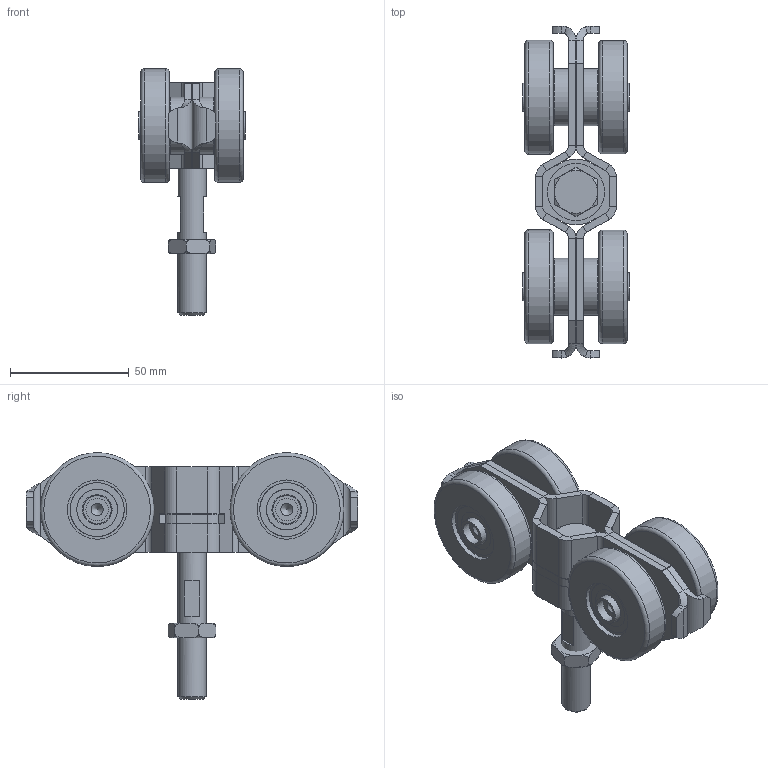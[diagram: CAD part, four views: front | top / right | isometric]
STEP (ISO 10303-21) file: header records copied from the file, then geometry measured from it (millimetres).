
FILE_DESCRIPTION(/* description */ (''),/* implementation_level */ '2;1');
FILE_NAME(/* name */ '9252NC2.stp',/* time_stamp */ '2019-08-05T15:11:29+02:00',/* author */ ('Giuliano'),/* organization */ (''),/* preprocessor_version */ 'ST-DEVELOPER v17.2',/* originating_system */ 'Autodesk Inventor 2019',/* authorisation */ '');
FILE_SCHEMA (('AUTOMOTIVE_DESIGN { 1 0 10303 214 3 1 1 }'));
Length unit declared in the file: millimetre
Products named in the file (14): 9252NC2; 22198; 22196; 22197; GALB48N; 17129; 09118; DIN 625 T1 - 6001 - 12 x 28 x 8; 09118-JOUE; 16067; 16068; 22386; 16762; 06012
Assembly tree (22 placements, depth 4):
  9252NC2
    22198
      22196  x2
      22197
    GALB48N  x4
      17129
      09118
        DIN 625 T1 - 6001 - 12 x 28 x 8
        09118-JOUE  x2
    16067  x2
    16068  x4
    22386
    16762
    06012
Bounding box: 45 x 140 x 104 mm (x, y, z)
Volume: 134460 mm3; surface area: 79971.7 mm2
Topology: 60 solids, 60 shells, 566 faces, 1432 edges, 953 vertices
Faces by surface type: plane 249, cylinder 179, torus 83, sphere 28, bspline 16, cone 11
Full cylindrical faces by diameter (mm): 9.5 x4, 10.106 x1, 11.8 x4, 12 x6, 12.2 x4, 12.4 x1, 17.216 x16, 18 x4, 22.784 x16, 24 x5, 25 x8, 28 x8, 48 x4
Entity records: 9580 total; most frequent: CARTESIAN_POINT 2717, DIRECTION 1425, ORIENTED_EDGE 1248, EDGE_CURVE 624, AXIS2_PLACEMENT_3D 565, VERTEX_POINT 435, EDGE_LOOP 295, LINE 295
